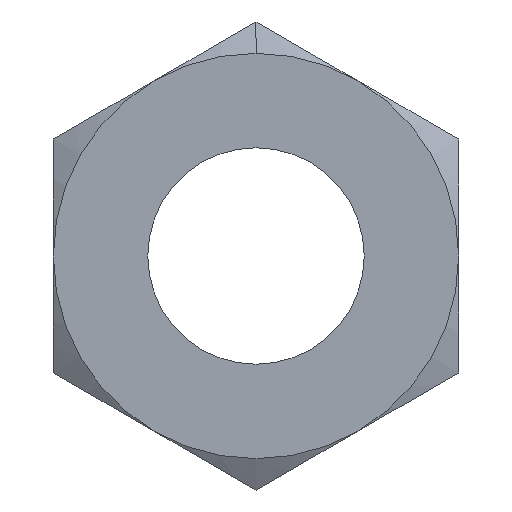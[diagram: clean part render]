
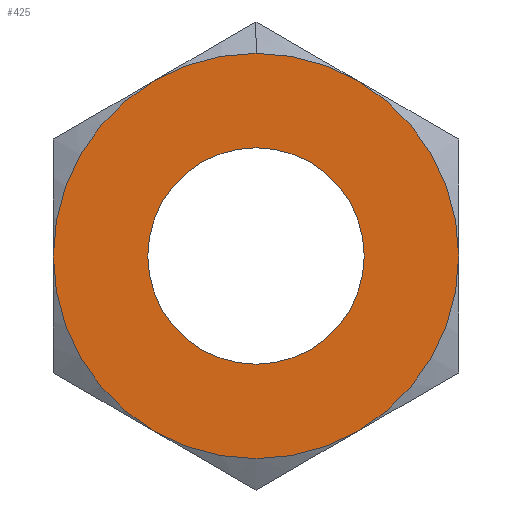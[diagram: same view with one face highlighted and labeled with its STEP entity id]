
A CAD part, front view. The second image highlights one B-rep face of the part: STEP entity #425.
In plain terms, the highlighted planar face has unit normal (0, -1, 0).
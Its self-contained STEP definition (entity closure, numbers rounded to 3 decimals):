
#11 = CIRCLE ( 'NONE', #565, 34.641 ) ;
#15 = DIRECTION ( 'NONE',  ( 0., -1., 0. ) ) ;
#37 = DIRECTION ( 'NONE',  ( 0., 1., 0. ) ) ;
#44 = ORIENTED_EDGE ( 'NONE', *, *, #198, .T. ) ;
#64 = CARTESIAN_POINT ( 'NONE',  ( 0., -14.45, -18.5 ) ) ;
#72 = CIRCLE ( 'NONE', #98, 34.641 ) ;
#87 = CARTESIAN_POINT ( 'NONE',  ( 0., -14.45, 34.641 ) ) ;
#91 = DIRECTION ( 'NONE',  ( 0., -1., 0. ) ) ;
#98 = AXIS2_PLACEMENT_3D ( 'NONE', #283, #91, #588 ) ;
#111 = DIRECTION ( 'NONE',  ( 0., 0., 1. ) ) ;
#115 = VERTEX_POINT ( 'NONE', #610 ) ;
#119 = DIRECTION ( 'NONE',  ( 0., 0., 1. ) ) ;
#124 = CIRCLE ( 'NONE', #342, 34.641 ) ;
#130 = ORIENTED_EDGE ( 'NONE', *, *, #529, .T. ) ;
#160 = EDGE_CURVE ( 'NONE', #173, #764, #124, .T. ) ;
#166 = DIRECTION ( 'NONE',  ( 0., 0., 1. ) ) ;
#173 = VERTEX_POINT ( 'NONE', #605 ) ;
#193 = DIRECTION ( 'NONE',  ( 0., 1., 0. ) ) ;
#198 = EDGE_CURVE ( 'NONE', #352, #334, #788, .T. ) ;
#199 = CARTESIAN_POINT ( 'NONE',  ( 34.641, -14.45, 0. ) ) ;
#201 = AXIS2_PLACEMENT_3D ( 'NONE', #353, #269, #166 ) ;
#204 = CARTESIAN_POINT ( 'NONE',  ( -17.321, -14.45, 30. ) ) ;
#215 = CARTESIAN_POINT ( 'NONE',  ( -34.641, -14.45, 0. ) ) ;
#220 = ORIENTED_EDGE ( 'NONE', *, *, #397, .T. ) ;
#224 = AXIS2_PLACEMENT_3D ( 'NONE', #257, #749, #584 ) ;
#238 = CIRCLE ( 'NONE', #224, 18.5 ) ;
#252 = FACE_OUTER_BOUND ( 'NONE', #607, .T. ) ;
#257 = CARTESIAN_POINT ( 'NONE',  ( 0., -14.45, 0. ) ) ;
#265 = CARTESIAN_POINT ( 'NONE',  ( 0., -14.45, 0. ) ) ;
#269 = DIRECTION ( 'NONE',  ( 0., 1., 0. ) ) ;
#280 = VERTEX_POINT ( 'NONE', #64 ) ;
#283 = CARTESIAN_POINT ( 'NONE',  ( 0., -14.45, 0. ) ) ;
#284 = CARTESIAN_POINT ( 'NONE',  ( 0., -14.45, 0. ) ) ;
#286 = ORIENTED_EDGE ( 'NONE', *, *, #409, .T. ) ;
#294 = AXIS2_PLACEMENT_3D ( 'NONE', #407, #396, #349 ) ;
#309 = CARTESIAN_POINT ( 'NONE',  ( 0., -14.45, 0. ) ) ;
#331 = DIRECTION ( 'NONE',  ( 0., 0., 1. ) ) ;
#334 = VERTEX_POINT ( 'NONE', #204 ) ;
#342 = AXIS2_PLACEMENT_3D ( 'NONE', #284, #37, #111 ) ;
#349 = DIRECTION ( 'NONE',  ( 0., 0., 1. ) ) ;
#350 = ORIENTED_EDGE ( 'NONE', *, *, #364, .T. ) ;
#352 = VERTEX_POINT ( 'NONE', #87 ) ;
#353 = CARTESIAN_POINT ( 'NONE',  ( 0., -14.45, 0. ) ) ;
#364 = EDGE_CURVE ( 'NONE', #173, #352, #483, .T. ) ;
#376 = ORIENTED_EDGE ( 'NONE', *, *, #628, .T. ) ;
#382 = DIRECTION ( 'NONE',  ( 0., 0., 1. ) ) ;
#389 = CARTESIAN_POINT ( 'NONE',  ( 0., -14.45, 0. ) ) ;
#396 = DIRECTION ( 'NONE',  ( 0., -1., 0. ) ) ;
#397 = EDGE_CURVE ( 'NONE', #522, #470, #591, .T. ) ;
#402 = CIRCLE ( 'NONE', #507, 34.641 ) ;
#407 = CARTESIAN_POINT ( 'NONE',  ( 0., -14.45, 0. ) ) ;
#408 = ORIENTED_EDGE ( 'NONE', *, *, #506, .T. ) ;
#409 = EDGE_CURVE ( 'NONE', #280, #709, #238, .T. ) ;
#425 = ADVANCED_FACE ( 'NONE', ( #580, #252 ), #499, .F. ) ;
#437 = CARTESIAN_POINT ( 'NONE',  ( 0., -14.45, 18.5 ) ) ;
#453 = CARTESIAN_POINT ( 'NONE',  ( -17.321, -14.45, -30. ) ) ;
#457 = EDGE_CURVE ( 'NONE', #470, #115, #402, .T. ) ;
#458 = ORIENTED_EDGE ( 'NONE', *, *, #457, .T. ) ;
#470 = VERTEX_POINT ( 'NONE', #453 ) ;
#478 = DIRECTION ( 'NONE',  ( 0., -1., 0. ) ) ;
#483 = CIRCLE ( 'NONE', #768, 34.641 ) ;
#499 = PLANE ( 'NONE',  #755 ) ;
#506 = EDGE_CURVE ( 'NONE', #115, #764, #72, .T. ) ;
#507 = AXIS2_PLACEMENT_3D ( 'NONE', #537, #729, #771 ) ;
#522 = VERTEX_POINT ( 'NONE', #215 ) ;
#529 = EDGE_CURVE ( 'NONE', #709, #280, #622, .T. ) ;
#534 = EDGE_LOOP ( 'NONE', ( #286, #130 ) ) ;
#537 = CARTESIAN_POINT ( 'NONE',  ( 0., -14.45, 0. ) ) ;
#565 = AXIS2_PLACEMENT_3D ( 'NONE', #309, #478, #119 ) ;
#574 = CARTESIAN_POINT ( 'NONE',  ( 0., -14.45, 0. ) ) ;
#580 = FACE_BOUND ( 'NONE', #534, .T. ) ;
#584 = DIRECTION ( 'NONE',  ( 0., 0., 1. ) ) ;
#588 = DIRECTION ( 'NONE',  ( 0., 0., 1. ) ) ;
#591 = CIRCLE ( 'NONE', #744, 34.641 ) ;
#605 = CARTESIAN_POINT ( 'NONE',  ( 17.321, -14.45, 30. ) ) ;
#607 = EDGE_LOOP ( 'NONE', ( #350, #44, #376, #220, #458, #408, #774 ) ) ;
#610 = CARTESIAN_POINT ( 'NONE',  ( 17.321, -14.45, -30. ) ) ;
#622 = CIRCLE ( 'NONE', #201, 18.5 ) ;
#628 = EDGE_CURVE ( 'NONE', #334, #522, #11, .T. ) ;
#642 = DIRECTION ( 'NONE',  ( 0., -1., 0. ) ) ;
#709 = VERTEX_POINT ( 'NONE', #437 ) ;
#729 = DIRECTION ( 'NONE',  ( 0., -1., 0. ) ) ;
#744 = AXIS2_PLACEMENT_3D ( 'NONE', #389, #642, #331 ) ;
#749 = DIRECTION ( 'NONE',  ( 0., 1., 0. ) ) ;
#755 = AXIS2_PLACEMENT_3D ( 'NONE', #265, #193, #781 ) ;
#764 = VERTEX_POINT ( 'NONE', #199 ) ;
#768 = AXIS2_PLACEMENT_3D ( 'NONE', #574, #15, #382 ) ;
#771 = DIRECTION ( 'NONE',  ( 0., 0., 1. ) ) ;
#774 = ORIENTED_EDGE ( 'NONE', *, *, #160, .F. ) ;
#781 = DIRECTION ( 'NONE',  ( 0., 0., 1. ) ) ;
#788 = CIRCLE ( 'NONE', #294, 34.641 ) ;
